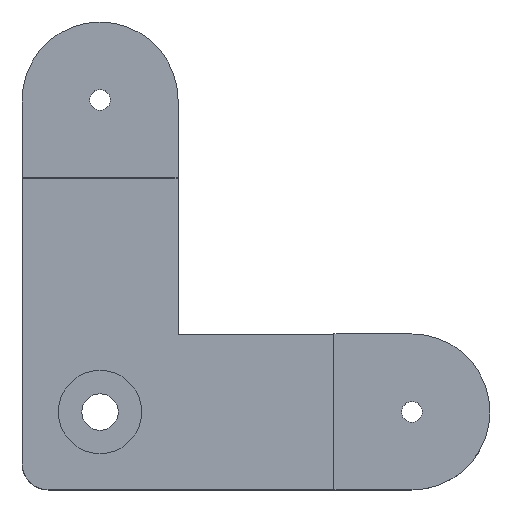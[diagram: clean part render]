
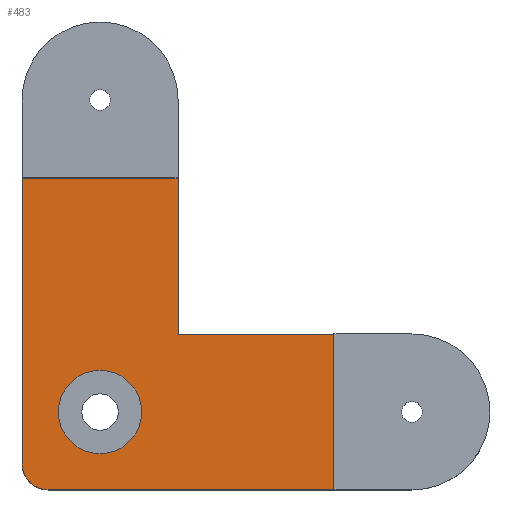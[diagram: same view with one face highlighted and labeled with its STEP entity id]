
A CAD part, top view. The second image highlights one B-rep face of the part: STEP entity #483.
In plain terms, the highlighted planar face has unit normal (0, 0, 1).
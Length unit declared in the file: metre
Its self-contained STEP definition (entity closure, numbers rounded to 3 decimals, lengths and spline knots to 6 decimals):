
#30=LINE('',#743,#68);
#31=LINE('',#748,#69);
#32=LINE('',#750,#70);
#33=LINE('',#752,#71);
#34=LINE('',#754,#72);
#35=LINE('',#756,#73);
#68=VECTOR('',#594,1.);
#69=VECTOR('',#597,1.);
#70=VECTOR('',#598,1.);
#71=VECTOR('',#599,1.);
#72=VECTOR('',#600,1.);
#73=VECTOR('',#601,1.);
#106=PLANE('',#529);
#123=ORIENTED_EDGE('',*,*,#249,.F.);
#124=ORIENTED_EDGE('',*,*,#250,.T.);
#125=ORIENTED_EDGE('',*,*,#251,.T.);
#126=ORIENTED_EDGE('',*,*,#252,.T.);
#127=ORIENTED_EDGE('',*,*,#253,.F.);
#128=ORIENTED_EDGE('',*,*,#254,.T.);
#129=ORIENTED_EDGE('',*,*,#255,.T.);
#130=ORIENTED_EDGE('',*,*,#256,.T.);
#249=EDGE_CURVE('',#312,#312,#357,.T.);
#250=EDGE_CURVE('',#313,#314,#30,.T.);
#251=EDGE_CURVE('',#314,#315,#358,.T.);
#252=EDGE_CURVE('',#315,#316,#31,.T.);
#253=EDGE_CURVE('',#317,#316,#32,.T.);
#254=EDGE_CURVE('',#317,#318,#33,.T.);
#255=EDGE_CURVE('',#318,#319,#34,.T.);
#256=EDGE_CURVE('',#319,#313,#35,.T.);
#312=VERTEX_POINT('',#742);
#313=VERTEX_POINT('',#744);
#314=VERTEX_POINT('',#745);
#315=VERTEX_POINT('',#747);
#316=VERTEX_POINT('',#749);
#317=VERTEX_POINT('',#751);
#318=VERTEX_POINT('',#753);
#319=VERTEX_POINT('',#755);
#357=CIRCLE('',#530,0.008);
#358=CIRCLE('',#531,0.005);
#378=EDGE_LOOP('',(#123));
#379=EDGE_LOOP('',(#124,#125,#126,#127,#128,#129,#130));
#426=FACE_BOUND('',#378,.T.);
#427=FACE_BOUND('',#379,.T.);
#483=ADVANCED_FACE('',(#426,#427),#106,.T.);
#529=AXIS2_PLACEMENT_3D('',#740,#590,#591);
#530=AXIS2_PLACEMENT_3D('',#741,#592,#593);
#531=AXIS2_PLACEMENT_3D('',#746,#595,#596);
#590=DIRECTION('',(0.,0.,1.));
#591=DIRECTION('',(1.,0.,0.));
#592=DIRECTION('',(0.,0.,1.));
#593=DIRECTION('',(1.,0.,0.));
#594=DIRECTION('',(0.,-1.,0.));
#595=DIRECTION('',(0.,0.,1.));
#596=DIRECTION('',(1.,0.,0.));
#597=DIRECTION('',(1.,0.,0.));
#598=DIRECTION('',(0.,-1.,0.));
#599=DIRECTION('',(-1.,0.,0.));
#600=DIRECTION('',(0.,1.,0.));
#601=DIRECTION('',(-1.,0.,0.));
#740=CARTESIAN_POINT('',(-0.12,0.03,0.));
#741=CARTESIAN_POINT('',(-0.15,0.,0.));
#742=CARTESIAN_POINT('',(-0.142,0.,0.));
#743=CARTESIAN_POINT('',(-0.165,0.06,0.));
#744=CARTESIAN_POINT('',(-0.165,0.045,0.));
#745=CARTESIAN_POINT('',(-0.165,-0.01,0.));
#746=CARTESIAN_POINT('',(-0.16,-0.01,0.));
#747=CARTESIAN_POINT('',(-0.16,-0.015,0.));
#748=CARTESIAN_POINT('',(-0.135,-0.015,0.));
#749=CARTESIAN_POINT('',(-0.105,-0.015,0.));
#750=CARTESIAN_POINT('',(-0.105,0.,0.));
#751=CARTESIAN_POINT('',(-0.105,0.015,0.));
#752=CARTESIAN_POINT('',(-0.12,0.015,0.));
#753=CARTESIAN_POINT('',(-0.135,0.015,0.));
#754=CARTESIAN_POINT('',(-0.135,0.06,0.));
#755=CARTESIAN_POINT('',(-0.135,0.045,0.));
#756=CARTESIAN_POINT('',(-0.15,0.045,0.));
